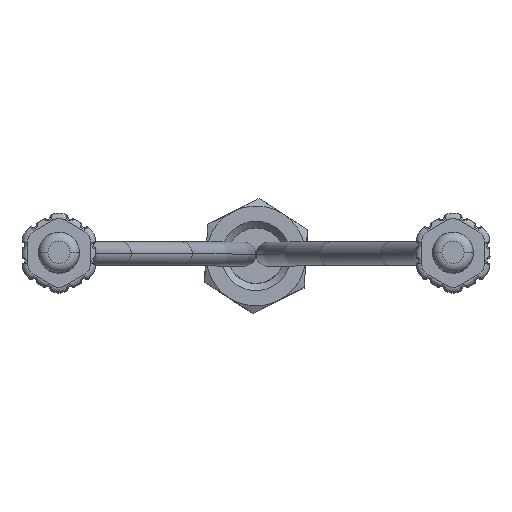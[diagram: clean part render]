
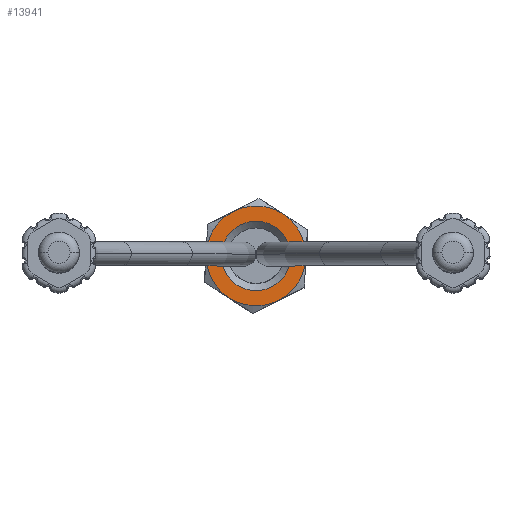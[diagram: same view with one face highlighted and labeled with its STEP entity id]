
A CAD part, top view. The second image highlights one B-rep face of the part: STEP entity #13941.
In plain terms, the highlighted planar face has unit normal (0, 0, 1).
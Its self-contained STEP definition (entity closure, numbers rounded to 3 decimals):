
#3208=CARTESIAN_POINT('',(0.,0.,9.658));
#3209=DIRECTION('',(0.,0.,-1.));
#3210=DIRECTION('',(-0.999,0.053,0.));
#3211=AXIS2_PLACEMENT_3D('',#3208,#3209,#3210);
#3217=CARTESIAN_POINT('',(0.,0.,9.658));
#3218=DIRECTION('',(0.,0.,-1.));
#3219=DIRECTION('',(0.999,-0.053,0.));
#3220=AXIS2_PLACEMENT_3D('',#3217,#3218,#3219);
#3236=CARTESIAN_POINT('',(0.,0.,9.658));
#3237=DIRECTION('',(0.,0.,-1.));
#3238=DIRECTION('',(0.999,-0.053,0.));
#3239=AXIS2_PLACEMENT_3D('',#3236,#3237,#3238);
#3241=CARTESIAN_POINT('',(0.,0.,9.658));
#3242=DIRECTION('',(0.,0.,-1.));
#3243=DIRECTION('',(0.454,-0.891,0.));
#3244=AXIS2_PLACEMENT_3D('',#3241,#3242,#3243);
#3246=CARTESIAN_POINT('',(0.,0.,9.658));
#3247=DIRECTION('',(0.,0.,-1.));
#3248=DIRECTION('',(-0.545,-0.839,0.));
#3249=AXIS2_PLACEMENT_3D('',#3246,#3247,#3248);
#3251=CARTESIAN_POINT('',(0.,0.,9.658));
#3252=DIRECTION('',(0.,0.,-1.));
#3253=DIRECTION('',(-0.999,0.053,0.));
#3254=AXIS2_PLACEMENT_3D('',#3251,#3252,#3253);
#3256=CARTESIAN_POINT('',(0.,0.,9.658));
#3257=DIRECTION('',(0.,0.,-1.));
#3258=DIRECTION('',(-0.454,0.891,0.));
#3259=AXIS2_PLACEMENT_3D('',#3256,#3257,#3258);
#3261=CARTESIAN_POINT('',(0.,0.,9.658));
#3262=DIRECTION('',(0.,0.,-1.));
#3263=DIRECTION('',(0.545,0.839,0.));
#3264=AXIS2_PLACEMENT_3D('',#3261,#3262,#3263);
#3266=CARTESIAN_POINT('',(2.696,-0.142,
9.658));
#3290=CARTESIAN_POINT('',(1.225,-2.406,9.658));
#3296=CARTESIAN_POINT('',(1.471,2.264,9.658));
#3326=CARTESIAN_POINT('',(-1.225,2.406,9.658));
#3356=CARTESIAN_POINT('',(-2.696,0.142,
9.658));
#3386=CARTESIAN_POINT('',(-1.471,-2.264,
9.658));
#8082=VERTEX_POINT('',#3290);
#8086=VERTEX_POINT('',#3266);
#8090=VERTEX_POINT('',#3296);
#8094=VERTEX_POINT('',#3326);
#8098=VERTEX_POINT('',#3356);
#8102=VERTEX_POINT('',#3386);
#8119=CARTESIAN_POINT('',(1.877,-0.099,
9.658));
#8120=VERTEX_POINT('',#8119);
#8121=CARTESIAN_POINT('',(-1.877,0.099,
9.658));
#8122=VERTEX_POINT('',#8121);
#13918=CARTESIAN_POINT('',(0.,0.,9.658));
#13919=DIRECTION('',(0.,0.,-1.));
#13920=DIRECTION('',(0.999,-0.053,0.));
#13921=AXIS2_PLACEMENT_3D('',#13918,#13919,#13920);
#13922=PLANE('',#13921);
#13924=ORIENTED_EDGE('',*,*,#13923,.T.);
#13926=ORIENTED_EDGE('',*,*,#13925,.T.);
#13928=ORIENTED_EDGE('',*,*,#13927,.T.);
#13930=ORIENTED_EDGE('',*,*,#13929,.T.);
#13932=ORIENTED_EDGE('',*,*,#13931,.T.);
#13934=ORIENTED_EDGE('',*,*,#13933,.T.);
#13935=EDGE_LOOP('',(#13924,#13926,#13928,#13930,#13932,#13934));
#13936=FACE_OUTER_BOUND('',#13935,.F.);
#13937=ORIENTED_EDGE('',*,*,#13860,.F.);
#13938=ORIENTED_EDGE('',*,*,#13885,.F.);
#13939=EDGE_LOOP('',(#13937,#13938));
#13940=FACE_BOUND('',#13939,.F.);
#13941=ADVANCED_FACE('',(#13936,#13940),#13922,.F.);
#3212=CIRCLE('',#3211,1.88);
#3221=CIRCLE('',#3220,1.88);
#3240=CIRCLE('',#3239,2.7);
#3245=CIRCLE('',#3244,2.7);
#3250=CIRCLE('',#3249,2.7);
#3255=CIRCLE('',#3254,2.7);
#3260=CIRCLE('',#3259,2.7);
#3265=CIRCLE('',#3264,2.7);
#13860=EDGE_CURVE('',#8122,#8120,#3212,.T.);
#13885=EDGE_CURVE('',#8120,#8122,#3221,.T.);
#13923=EDGE_CURVE('',#8086,#8082,#3240,.T.);
#13925=EDGE_CURVE('',#8082,#8102,#3245,.T.);
#13927=EDGE_CURVE('',#8102,#8098,#3250,.T.);
#13929=EDGE_CURVE('',#8098,#8094,#3255,.T.);
#13931=EDGE_CURVE('',#8094,#8090,#3260,.T.);
#13933=EDGE_CURVE('',#8090,#8086,#3265,.T.);
